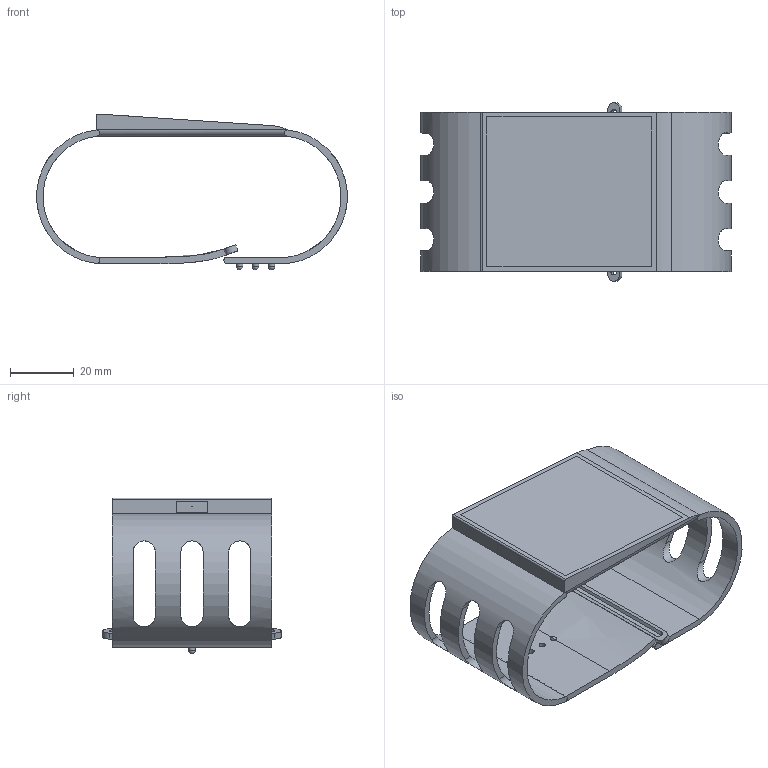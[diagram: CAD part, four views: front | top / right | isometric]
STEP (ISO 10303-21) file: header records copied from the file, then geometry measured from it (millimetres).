
FILE_DESCRIPTION(/* description */ (''),/* implementation_level */ '2;1');
FILE_NAME(/* name */ 'Smart watch SpaceApp Challenge v8.step',/* time_stamp */ '2020-10-04T02:02:26+01:00',/* author */ (''),/* organization */ (''),/* preprocessor_version */ 'ST-DEVELOPER v18.1',/* originating_system */ 'Autodesk Translation Framework v9.3.0.1241',/* authorisation */ '');
FILE_SCHEMA (('AUTOMOTIVE_DESIGN { 1 0 10303 214 3 1 1 }'));
Length unit declared in the file: millimetre
Products named in the file (5): Smart watch SpaceApp Challenge; Component1; Component2; Component4; Component5
Assembly tree (4 placements, depth 2):
  Smart watch SpaceApp Challenge
    Component1
    Component2
    Component4
    Component5
Bounding box: 97.51 x 56 x 48.98 mm (x, y, z)
Volume: 28955.7 mm3; surface area: 34308.6 mm2
Topology: 8 solids, 14 shells, 131 faces, 331 edges, 227 vertices
Faces by surface type: plane 74, cylinder 48, bspline 6, sphere 3
Full cylindrical faces by diameter (mm): 2 x7
Entity records: 4851 total; most frequent: CARTESIAN_POINT 1451, DIRECTION 673, ORIENTED_EDGE 632, EDGE_CURVE 328, AXIS2_PLACEMENT_3D 246, VERTEX_POINT 227, LINE 181, VECTOR 181
